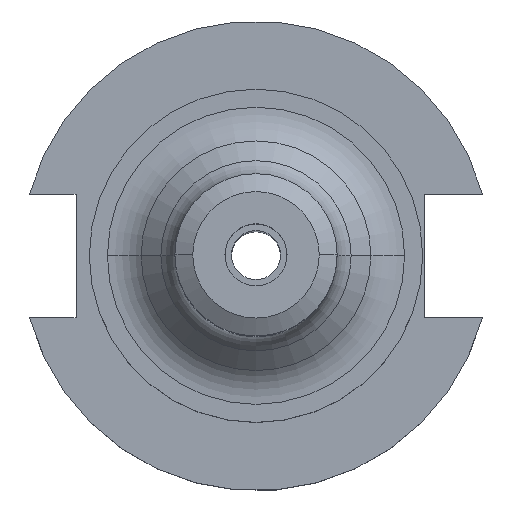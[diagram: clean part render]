
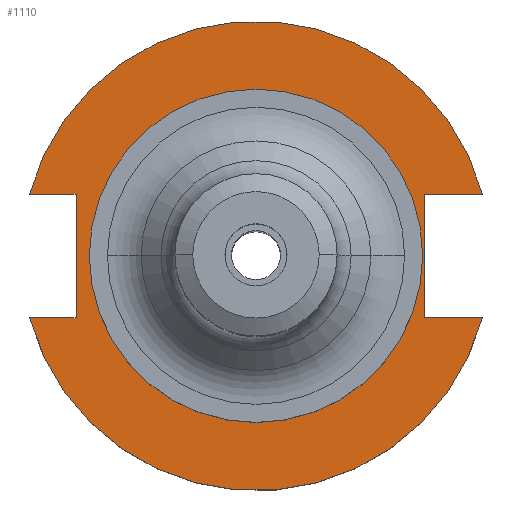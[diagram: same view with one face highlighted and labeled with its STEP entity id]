
A CAD part, top view. The second image highlights one B-rep face of the part: STEP entity #1110.
In plain terms, the highlighted planar face has unit normal (0, 0, 1).
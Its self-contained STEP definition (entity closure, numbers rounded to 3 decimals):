
#10 = EDGE_CURVE ( 'NONE', #1359, #1592, #779, .T. ) ;
#65 = LINE ( 'NONE', #1512, #2021 ) ;
#66 = CARTESIAN_POINT ( 'NONE',  ( 34.925, 0., 19.05 ) ) ;
#72 = EDGE_LOOP ( 'NONE', ( #2059, #1796, #845, #1687, #1114, #192, #1842, #2062 ) ) ;
#168 = CARTESIAN_POINT ( 'NONE',  ( -47.477, -12.954, 19.05 ) ) ;
#177 = AXIS2_PLACEMENT_3D ( 'NONE', #410, #2022, #1395 ) ;
#192 = ORIENTED_EDGE ( 'NONE', *, *, #366, .F. ) ;
#238 = VERTEX_POINT ( 'NONE', #2102 ) ;
#243 = EDGE_CURVE ( 'NONE', #238, #958, #1860, .T. ) ;
#274 = CARTESIAN_POINT ( 'NONE',  ( 0., 49.212, 19.05 ) ) ;
#313 = VECTOR ( 'NONE', #356, 1000. ) ;
#318 = ORIENTED_EDGE ( 'NONE', *, *, #989, .F. ) ;
#356 = DIRECTION ( 'NONE',  ( -1., 0., 0. ) ) ;
#362 = EDGE_CURVE ( 'NONE', #810, #1104, #1404, .T. ) ;
#366 = EDGE_CURVE ( 'NONE', #1597, #1104, #1102, .T. ) ;
#378 = DIRECTION ( 'NONE',  ( -1., 0., 0. ) ) ;
#410 = CARTESIAN_POINT ( 'NONE',  ( 0., 0., 19.05 ) ) ;
#419 = EDGE_CURVE ( 'NONE', #958, #1054, #1977, .T. ) ;
#445 = CARTESIAN_POINT ( 'NONE',  ( -37.719, 12.954, 19.05 ) ) ;
#446 = DIRECTION ( 'NONE',  ( 0., 0., 1. ) ) ;
#452 = CARTESIAN_POINT ( 'NONE',  ( -34.925, 0., 19.05 ) ) ;
#467 = CARTESIAN_POINT ( 'NONE',  ( 0., 0., 19.05 ) ) ;
#475 = CARTESIAN_POINT ( 'NONE',  ( -47.477, 12.954, 19.05 ) ) ;
#493 = AXIS2_PLACEMENT_3D ( 'NONE', #690, #1163, #1988 ) ;
#511 = AXIS2_PLACEMENT_3D ( 'NONE', #467, #1589, #1748 ) ;
#532 = VECTOR ( 'NONE', #554, 1000. ) ;
#536 = CARTESIAN_POINT ( 'NONE',  ( 35.306, 12.954, 19.05 ) ) ;
#554 = DIRECTION ( 'NONE',  ( 1., 0., 0. ) ) ;
#562 = CARTESIAN_POINT ( 'NONE',  ( 47.477, 12.954, 19.05 ) ) ;
#604 = VERTEX_POINT ( 'NONE', #452 ) ;
#690 = CARTESIAN_POINT ( 'NONE',  ( 0., 0., 19.05 ) ) ;
#701 = CIRCLE ( 'NONE', #177, 34.925 ) ;
#712 = DIRECTION ( 'NONE',  ( 1., 0., 0. ) ) ;
#734 = EDGE_CURVE ( 'NONE', #1592, #1597, #65, .T. ) ;
#753 = CARTESIAN_POINT ( 'NONE',  ( 35.306, -12.954, 19.05 ) ) ;
#755 = EDGE_LOOP ( 'NONE', ( #1554, #318 ) ) ;
#779 = LINE ( 'NONE', #1548, #1075 ) ;
#794 = VERTEX_POINT ( 'NONE', #66 ) ;
#810 = VERTEX_POINT ( 'NONE', #562 ) ;
#812 = DIRECTION ( 'NONE',  ( 0., 0., 1. ) ) ;
#843 = AXIS2_PLACEMENT_3D ( 'NONE', #1776, #812, #1630 ) ;
#845 = ORIENTED_EDGE ( 'NONE', *, *, #243, .F. ) ;
#892 = CARTESIAN_POINT ( 'NONE',  ( 35.306, -12.954, 19.05 ) ) ;
#896 = CIRCLE ( 'NONE', #843, 34.925 ) ;
#946 = LINE ( 'NONE', #536, #2071 ) ;
#958 = VERTEX_POINT ( 'NONE', #753 ) ;
#989 = EDGE_CURVE ( 'NONE', #604, #794, #896, .T. ) ;
#1054 = VERTEX_POINT ( 'NONE', #1847 ) ;
#1075 = VECTOR ( 'NONE', #712, 1000. ) ;
#1102 = LINE ( 'NONE', #1483, #313 ) ;
#1104 = VERTEX_POINT ( 'NONE', #475 ) ;
#1110 = ADVANCED_FACE ( 'NONE', ( #1123, #1970 ), #1742, .T. ) ;
#1114 = ORIENTED_EDGE ( 'NONE', *, *, #362, .T. ) ;
#1123 = FACE_BOUND ( 'NONE', #755, .T. ) ;
#1163 = DIRECTION ( 'NONE',  ( 0., 0., 1. ) ) ;
#1179 = VECTOR ( 'NONE', #1435, 1000. ) ;
#1359 = VERTEX_POINT ( 'NONE', #168 ) ;
#1376 = CARTESIAN_POINT ( 'NONE',  ( -37.719, -12.954, 19.05 ) ) ;
#1390 = EDGE_CURVE ( 'NONE', #810, #238, #946, .T. ) ;
#1395 = DIRECTION ( 'NONE',  ( 1., 0., 0. ) ) ;
#1404 = CIRCLE ( 'NONE', #493, 49.212 ) ;
#1428 = CARTESIAN_POINT ( 'NONE',  ( 35.306, 12.954, 19.05 ) ) ;
#1435 = DIRECTION ( 'NONE',  ( 0., -1., 0. ) ) ;
#1483 = CARTESIAN_POINT ( 'NONE',  ( -63.719, 12.954, 19.05 ) ) ;
#1512 = CARTESIAN_POINT ( 'NONE',  ( -37.719, 12.954, 19.05 ) ) ;
#1515 = EDGE_CURVE ( 'NONE', #794, #604, #701, .T. ) ;
#1535 = AXIS2_PLACEMENT_3D ( 'NONE', #274, #446, #1900 ) ;
#1548 = CARTESIAN_POINT ( 'NONE',  ( -63.719, -12.954, 19.05 ) ) ;
#1554 = ORIENTED_EDGE ( 'NONE', *, *, #1515, .F. ) ;
#1589 = DIRECTION ( 'NONE',  ( 0., 0., 1. ) ) ;
#1592 = VERTEX_POINT ( 'NONE', #1376 ) ;
#1597 = VERTEX_POINT ( 'NONE', #445 ) ;
#1630 = DIRECTION ( 'NONE',  ( 1., 0., 0. ) ) ;
#1687 = ORIENTED_EDGE ( 'NONE', *, *, #1390, .F. ) ;
#1729 = EDGE_CURVE ( 'NONE', #1359, #1054, #2096, .T. ) ;
#1742 = PLANE ( 'NONE',  #1535 ) ;
#1748 = DIRECTION ( 'NONE',  ( 1., 0., 0. ) ) ;
#1776 = CARTESIAN_POINT ( 'NONE',  ( 0., 0., 19.05 ) ) ;
#1796 = ORIENTED_EDGE ( 'NONE', *, *, #419, .F. ) ;
#1818 = DIRECTION ( 'NONE',  ( 0., 1., 0. ) ) ;
#1842 = ORIENTED_EDGE ( 'NONE', *, *, #734, .F. ) ;
#1847 = CARTESIAN_POINT ( 'NONE',  ( 47.477, -12.954, 19.05 ) ) ;
#1860 = LINE ( 'NONE', #1428, #1179 ) ;
#1900 = DIRECTION ( 'NONE',  ( 1., 0., 0. ) ) ;
#1970 = FACE_OUTER_BOUND ( 'NONE', #72, .T. ) ;
#1977 = LINE ( 'NONE', #892, #532 ) ;
#1988 = DIRECTION ( 'NONE',  ( 1., 0., 0. ) ) ;
#2021 = VECTOR ( 'NONE', #1818, 1000. ) ;
#2022 = DIRECTION ( 'NONE',  ( 0., 0., 1. ) ) ;
#2059 = ORIENTED_EDGE ( 'NONE', *, *, #1729, .T. ) ;
#2062 = ORIENTED_EDGE ( 'NONE', *, *, #10, .F. ) ;
#2071 = VECTOR ( 'NONE', #378, 1000. ) ;
#2096 = CIRCLE ( 'NONE', #511, 49.212 ) ;
#2102 = CARTESIAN_POINT ( 'NONE',  ( 35.306, 12.954, 19.05 ) ) ;
